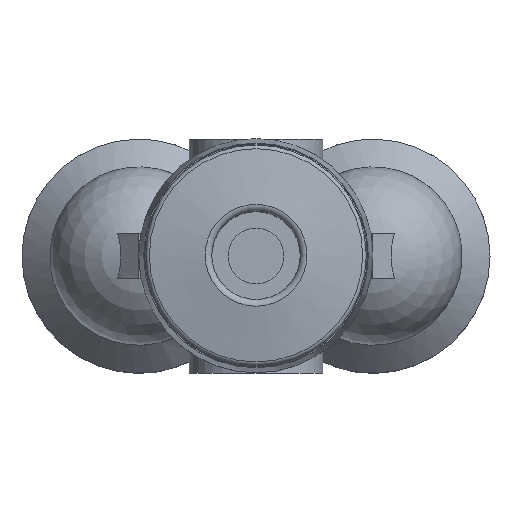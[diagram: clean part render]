
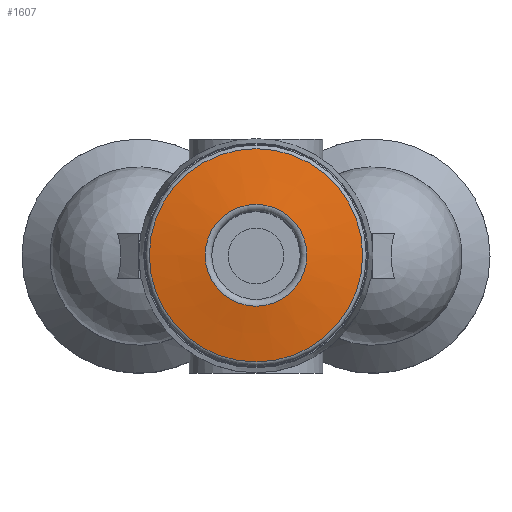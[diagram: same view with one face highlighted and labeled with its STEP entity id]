
A CAD part, top view. The second image highlights one B-rep face of the part: STEP entity #1607.
In plain terms, the highlighted conical face has half-angle 80 degrees and reference radius 4.785 mm.
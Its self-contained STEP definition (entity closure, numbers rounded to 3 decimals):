
#178=CIRCLE('',#1755,4.785);
#179=CIRCLE('',#1757,2.284);
#391=ORIENTED_EDGE('',*,*,#567,.F.);
#392=ORIENTED_EDGE('',*,*,#566,.T.);
#566=EDGE_CURVE('',#676,#676,#178,.T.);
#567=EDGE_CURVE('',#677,#677,#179,.T.);
#676=VERTEX_POINT('',#2512);
#677=VERTEX_POINT('',#2515);
#817=EDGE_LOOP('',(#391));
#818=EDGE_LOOP('',(#392));
#945=FACE_BOUND('',#817,.T.);
#946=FACE_BOUND('',#818,.T.);
#998=CONICAL_SURFACE('',#1756,4.785,1.396);
#1607=ADVANCED_FACE('',(#945,#946),#998,.T.);
#1755=AXIS2_PLACEMENT_3D('',#2511,#2040,#2041);
#1756=AXIS2_PLACEMENT_3D('',#2513,#2042,#2043);
#1757=AXIS2_PLACEMENT_3D('',#2514,#2044,#2045);
#2040=DIRECTION('',(0.,0.,1.));
#2041=DIRECTION('',(1.,0.,0.));
#2042=DIRECTION('',(0.,0.,-1.));
#2043=DIRECTION('',(-1.,0.,0.));
#2044=DIRECTION('',(0.,0.,1.));
#2045=DIRECTION('',(1.,0.,0.));
#2511=CARTESIAN_POINT('',(0.,0.,35.859));
#2512=CARTESIAN_POINT('',(4.785,0.,35.859));
#2513=CARTESIAN_POINT('',(0.,0.,35.859));
#2514=CARTESIAN_POINT('',(0.,0.,36.3));
#2515=CARTESIAN_POINT('',(2.284,0.,36.3));
